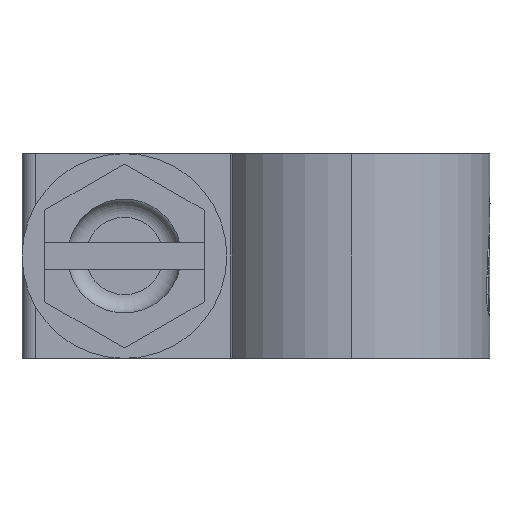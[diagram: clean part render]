
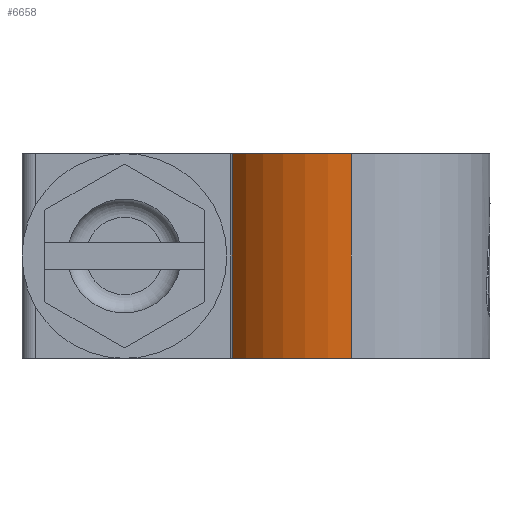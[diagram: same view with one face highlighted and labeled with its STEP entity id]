
A CAD part, left-side view. The second image highlights one B-rep face of the part: STEP entity #6658.
In plain terms, the highlighted cylindrical face has radius 6.1 mm (diameter 12.2 mm), a partial arc.
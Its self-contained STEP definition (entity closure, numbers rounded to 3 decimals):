
#13 = DIRECTION ( 'NONE',  ( 0., 0., -1. ) ) ;
#91 = EDGE_LOOP ( 'NONE', ( #5499, #1397, #2399, #722 ) ) ;
#245 = EDGE_CURVE ( 'NONE', #5170, #1338, #5818, .T. ) ;
#608 = DIRECTION ( 'NONE',  ( 1., 0., 0. ) ) ;
#722 = ORIENTED_EDGE ( 'NONE', *, *, #1544, .F. ) ;
#869 = AXIS2_PLACEMENT_3D ( 'NONE', #3022, #5169, #6213 ) ;
#981 = FACE_OUTER_BOUND ( 'NONE', #91, .T. ) ;
#1338 = VERTEX_POINT ( 'NONE', #1860 ) ;
#1365 = VERTEX_POINT ( 'NONE', #6325 ) ;
#1397 = ORIENTED_EDGE ( 'NONE', *, *, #3624, .T. ) ;
#1544 = EDGE_CURVE ( 'NONE', #1338, #3692, #1924, .T. ) ;
#1636 = EDGE_CURVE ( 'NONE', #1365, #3692, #2875, .T. ) ;
#1860 = CARTESIAN_POINT ( 'NONE',  ( -6.1, 0., -4.5 ) ) ;
#1924 = CIRCLE ( 'NONE', #4791, 6.1 ) ;
#2399 = ORIENTED_EDGE ( 'NONE', *, *, #1636, .T. ) ;
#2478 = CARTESIAN_POINT ( 'NONE',  ( 0., 0., -4.5 ) ) ;
#2680 = CARTESIAN_POINT ( 'NONE',  ( -6.1, 0., 4.5 ) ) ;
#2830 = DIRECTION ( 'NONE',  ( 0., 0., -1. ) ) ;
#2875 = LINE ( 'NONE', #5522, #6350 ) ;
#2967 = CIRCLE ( 'NONE', #3287, 6.1 ) ;
#3022 = CARTESIAN_POINT ( 'NONE',  ( 0., 0., 4.5 ) ) ;
#3287 = AXIS2_PLACEMENT_3D ( 'NONE', #5364, #2830, #608 ) ;
#3538 = DIRECTION ( 'NONE',  ( 1., 0., 0. ) ) ;
#3624 = EDGE_CURVE ( 'NONE', #5170, #1365, #2967, .T. ) ;
#3692 = VERTEX_POINT ( 'NONE', #3894 ) ;
#3894 = CARTESIAN_POINT ( 'NONE',  ( -3.158, 5.219, -4.5 ) ) ;
#4096 = DIRECTION ( 'NONE',  ( 0., 0., -1. ) ) ;
#4404 = CARTESIAN_POINT ( 'NONE',  ( -6.1, 0., 4.5 ) ) ;
#4672 = VECTOR ( 'NONE', #13, 1000. ) ;
#4791 = AXIS2_PLACEMENT_3D ( 'NONE', #2478, #4096, #3538 ) ;
#5169 = DIRECTION ( 'NONE',  ( 0., 0., -1. ) ) ;
#5170 = VERTEX_POINT ( 'NONE', #4404 ) ;
#5364 = CARTESIAN_POINT ( 'NONE',  ( 0., 0., 4.5 ) ) ;
#5499 = ORIENTED_EDGE ( 'NONE', *, *, #245, .F. ) ;
#5522 = CARTESIAN_POINT ( 'NONE',  ( -3.158, 5.219, 4.5 ) ) ;
#5656 = DIRECTION ( 'NONE',  ( 0., 0., -1. ) ) ;
#5818 = LINE ( 'NONE', #2680, #4672 ) ;
#6213 = DIRECTION ( 'NONE',  ( -1., 0., 0. ) ) ;
#6325 = CARTESIAN_POINT ( 'NONE',  ( -3.158, 5.219, 4.5 ) ) ;
#6350 = VECTOR ( 'NONE', #5656, 1000. ) ;
#6658 = ADVANCED_FACE ( 'NONE', ( #981 ), #6710, .T. ) ;
#6710 = CYLINDRICAL_SURFACE ( 'NONE', #869, 6.1 ) ;
